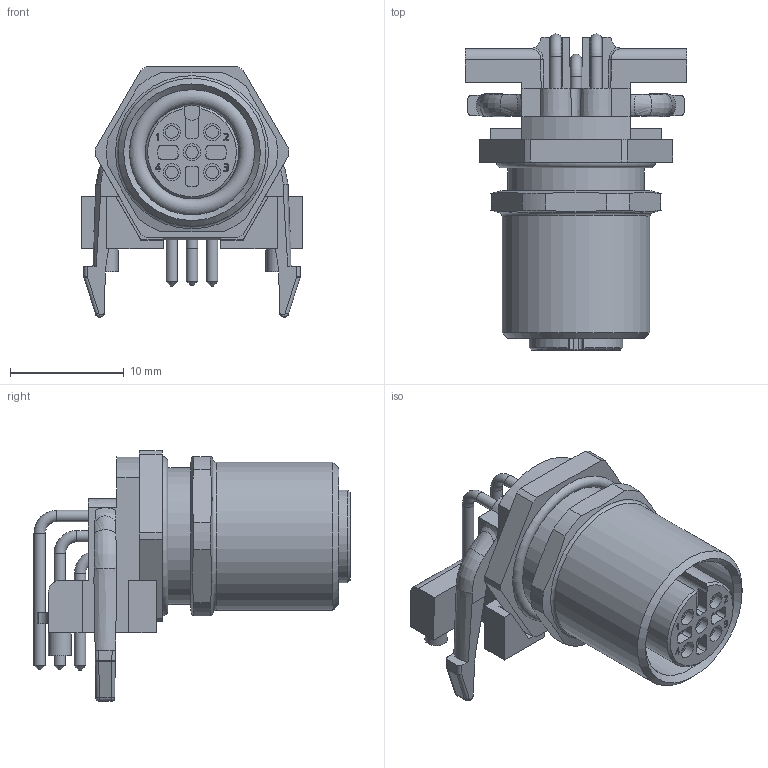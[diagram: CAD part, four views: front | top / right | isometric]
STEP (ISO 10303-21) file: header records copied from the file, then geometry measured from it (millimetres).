
FILE_DESCRIPTION(/* description */ (''),/* implementation_level */ '2;1');
FILE_NAME(/* name */ 'EC-WFKF5-P_12_S3525.stp',/* time_stamp */ '2016-03-10T14:26:38+01:00',/* author */ (''),/* organization */ (''),/* preprocessor_version */ 'ST-DEVELOPER v16',/* originating_system */ 'SIEMENS PLM Software NX 10.0',/* authorisation */ '');
FILE_SCHEMA (('AP203_CONFIGURATION_CONTROLLED_3D_DESIGN_OF_MECHANICAL_PARTS_AND_ASSEMBLIES_MIM_LF { 1 0 10303 403 2 1 2}'));
Length unit declared in the file: millimetre
Products named in the file (1): 5015208_Einbauflanschkupplung_stp
Bounding box: 19.5 x 27.77 x 21.99 mm (x, y, z)
Volume: 3111.3 mm3; surface area: 2854.7 mm2
Topology: 1 solids, 1 shells, 367 faces, 975 edges, 629 vertices
Faces by surface type: plane 165, cylinder 101, extrusion 45, bspline 17, cone 16, torus 13, sphere 8, revolution 2
Full cylindrical faces by diameter (mm): 1 x9, 1.1 x5, 1.5 x5, 2 x2, 11 x1, 12 x1, 13 x1
Entity records: 12131 total; most frequent: CARTESIAN_POINT 3474, ORIENTED_EDGE 1802, DIRECTION 1634, EDGE_CURVE 901, VERTEX_POINT 604, AXIS2_PLACEMENT_3D 549, VECTOR 534, LINE 489
